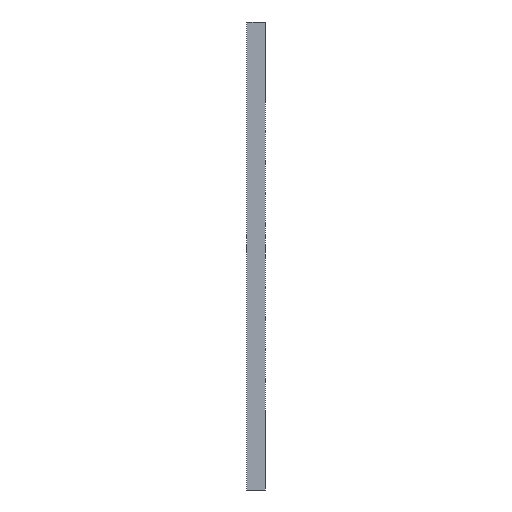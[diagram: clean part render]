
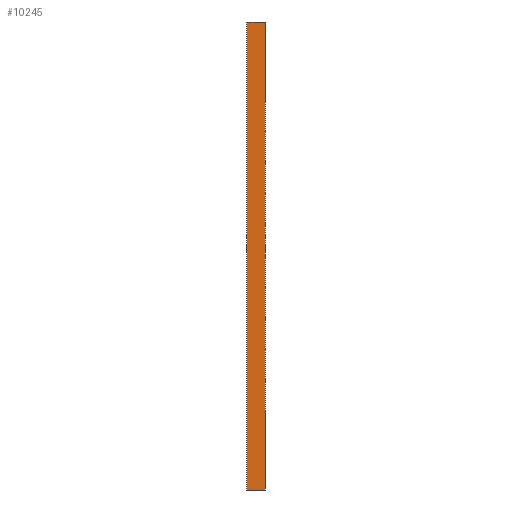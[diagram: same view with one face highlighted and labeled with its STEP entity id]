
A CAD part, left-side view. The second image highlights one B-rep face of the part: STEP entity #10245.
In plain terms, the highlighted planar face has unit normal (-1, 0, 0).
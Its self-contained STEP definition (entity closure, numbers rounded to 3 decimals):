
#452 = DIRECTION ( 'NONE',  ( 0., 0., -1. ) ) ;
#894 = CARTESIAN_POINT ( 'NONE',  ( 0., 118., 1500. ) ) ;
#1934 = CARTESIAN_POINT ( 'NONE',  ( 0., 0., -1500. ) ) ;
#2137 = LINE ( 'NONE', #14834, #3686 ) ;
#2343 = DIRECTION ( 'NONE',  ( 0., 0., -1. ) ) ;
#2344 = ORIENTED_EDGE ( 'NONE', *, *, #6765, .T. ) ;
#2586 = AXIS2_PLACEMENT_3D ( 'NONE', #7121, #13004, #12076 ) ;
#3102 = VECTOR ( 'NONE', #5775, 1000. ) ;
#3230 = FACE_OUTER_BOUND ( 'NONE', #10181, .T. ) ;
#3557 = VECTOR ( 'NONE', #12308, 1000. ) ;
#3686 = VECTOR ( 'NONE', #452, 1000. ) ;
#3742 = VERTEX_POINT ( 'NONE', #10922 ) ;
#4387 = EDGE_CURVE ( 'NONE', #7455, #11042, #2137, .T. ) ;
#4705 = ORIENTED_EDGE ( 'NONE', *, *, #13140, .F. ) ;
#5224 = ORIENTED_EDGE ( 'NONE', *, *, #4387, .F. ) ;
#5773 = LINE ( 'NONE', #894, #3102 ) ;
#5775 = DIRECTION ( 'NONE',  ( 0., -1., 0. ) ) ;
#5870 = CARTESIAN_POINT ( 'NONE',  ( 0., 118., 1500. ) ) ;
#6087 = ORIENTED_EDGE ( 'NONE', *, *, #9055, .T. ) ;
#6765 = EDGE_CURVE ( 'NONE', #3742, #11042, #8941, .T. ) ;
#7121 = CARTESIAN_POINT ( 'NONE',  ( 0., 118., 1500. ) ) ;
#7455 = VERTEX_POINT ( 'NONE', #10550 ) ;
#8342 = CARTESIAN_POINT ( 'NONE',  ( 0., 118., 1500. ) ) ;
#8941 = LINE ( 'NONE', #13760, #3557 ) ;
#9055 = EDGE_CURVE ( 'NONE', #11252, #3742, #15765, .T. ) ;
#10181 = EDGE_LOOP ( 'NONE', ( #2344, #5224, #4705, #6087 ) ) ;
#10245 = ADVANCED_FACE ( 'NONE', ( #3230 ), #13319, .F. ) ;
#10390 = VECTOR ( 'NONE', #2343, 1000. ) ;
#10550 = CARTESIAN_POINT ( 'NONE',  ( 0., 0., 1500. ) ) ;
#10922 = CARTESIAN_POINT ( 'NONE',  ( 0., 118., -1500. ) ) ;
#11042 = VERTEX_POINT ( 'NONE', #1934 ) ;
#11252 = VERTEX_POINT ( 'NONE', #5870 ) ;
#12076 = DIRECTION ( 'NONE',  ( 0., 0., -1. ) ) ;
#12308 = DIRECTION ( 'NONE',  ( 0., -1., 0. ) ) ;
#13004 = DIRECTION ( 'NONE',  ( 1., 0., 0. ) ) ;
#13140 = EDGE_CURVE ( 'NONE', #11252, #7455, #5773, .T. ) ;
#13319 = PLANE ( 'NONE',  #2586 ) ;
#13760 = CARTESIAN_POINT ( 'NONE',  ( 0., 118., -1500. ) ) ;
#14834 = CARTESIAN_POINT ( 'NONE',  ( 0., 0., 1500. ) ) ;
#15765 = LINE ( 'NONE', #8342, #10390 ) ;
